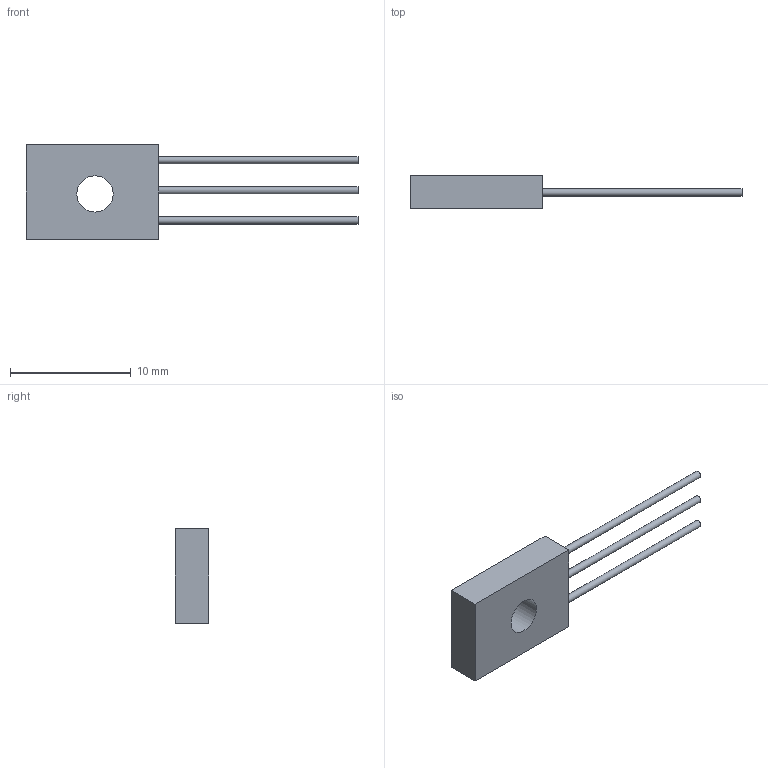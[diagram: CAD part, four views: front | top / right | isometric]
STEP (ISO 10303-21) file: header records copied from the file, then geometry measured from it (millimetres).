
FILE_DESCRIPTION(/* description */ (''),/* implementation_level */ '2;1');
FILE_NAME(/* name */ 'Transistor.stp',/* time_stamp */ '2020-05-07T23:52:57+03:00',/* author */ ('darkl'),/* organization */ (''),/* preprocessor_version */ 'ST-DEVELOPER v17',/* originating_system */ 'Autodesk Inventor 2019',/* authorisation */ '');
FILE_SCHEMA (('AUTOMOTIVE_DESIGN { 1 0 10303 214 3 1 1 }'));
Length unit declared in the file: millimetre
Products named in the file (1): Transistor
Bounding box: 27.5 x 2.8 x 7.8 mm (x, y, z)
Volume: 234.4 mm3; surface area: 382.4 mm2
Topology: 1 solids, 1 shells, 13 faces, 25 edges, 17 vertices
Faces by surface type: plane 9, cylinder 4
Full cylindrical faces by diameter (mm): 0.6 x3, 3 x1
Entity records: 393 total; most frequent: DIRECTION 62, CARTESIAN_POINT 56, ORIENTED_EDGE 50, EDGE_CURVE 25, AXIS2_PLACEMENT_3D 23, EDGE_LOOP 18, VERTEX_POINT 17, LINE 16
